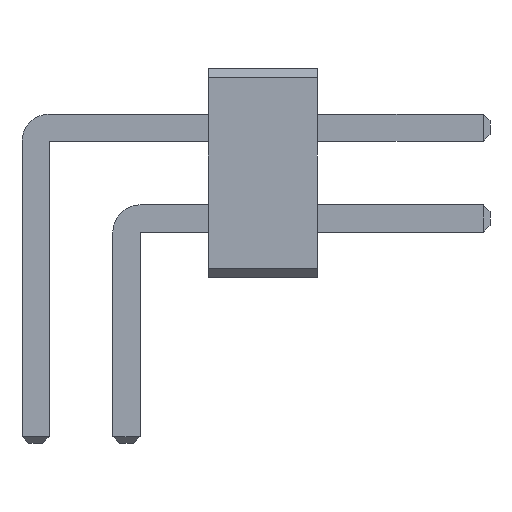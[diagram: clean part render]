
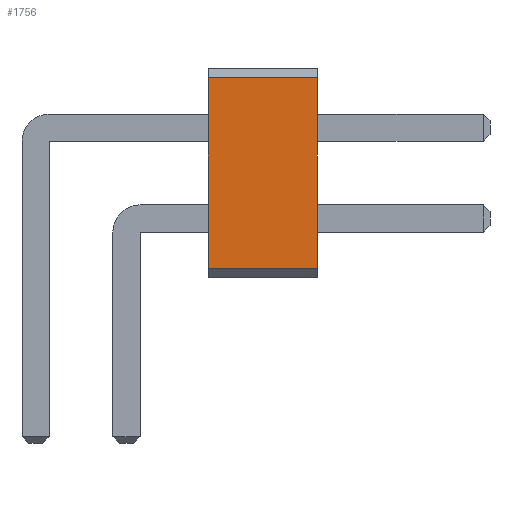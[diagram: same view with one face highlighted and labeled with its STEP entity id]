
A CAD part, front view. The second image highlights one B-rep face of the part: STEP entity #1756.
In plain terms, the highlighted planar face has unit normal (0, -1, 0).
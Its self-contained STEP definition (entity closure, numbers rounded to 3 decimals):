
#13=DIRECTION('',(0.,0.,1.));
#27=VECTOR('',#28,1.);
#28=DIRECTION('',(1.,0.,0.));
#57=DIRECTION('',(0.,-1.,0.));
#1743=VERTEX_POINT('',#1744);
#1744=CARTESIAN_POINT('',(3.1,-29.5,0.1));
#1747=EDGE_CURVE('',#1748,#1743,#1750,.T.);
#1748=VERTEX_POINT('',#1749);
#1749=CARTESIAN_POINT('',(1.9,-29.5,0.1));
#1750=LINE('',#1749,#27);
#1756=ADVANCED_FACE('',(#1757),#1774,.T.);
#1757=FACE_BOUND('',#1758,.T.);
#1758=EDGE_LOOP('',(#1759,#1760,#1766,#1771));
#1759=ORIENTED_EDGE('',*,*,#1747,.T.);
#1760=ORIENTED_EDGE('',*,*,#1761,.T.);
#1761=EDGE_CURVE('',#1743,#1762,#1764,.T.);
#1762=VERTEX_POINT('',#1763);
#1763=CARTESIAN_POINT('',(3.1,-29.5,2.2));
#1764=LINE('',#1744,#1765);
#1765=VECTOR('',#13,1.);
#1766=ORIENTED_EDGE('',*,*,#1767,.F.);
#1767=EDGE_CURVE('',#1768,#1762,#1770,.T.);
#1768=VERTEX_POINT('',#1769);
#1769=CARTESIAN_POINT('',(1.9,-29.5,2.2));
#1770=LINE('',#1769,#27);
#1771=ORIENTED_EDGE('',*,*,#1772,.F.);
#1772=EDGE_CURVE('',#1748,#1768,#1773,.T.);
#1773=LINE('',#1749,#1765);
#1774=PLANE('',#1775);
#1775=AXIS2_PLACEMENT_3D('',#1749,#57,#13);
